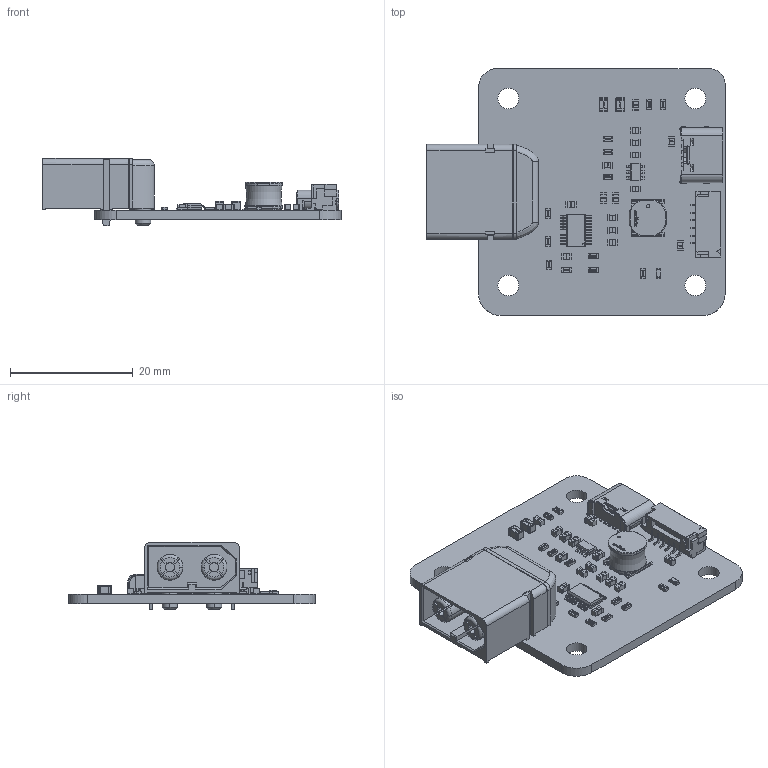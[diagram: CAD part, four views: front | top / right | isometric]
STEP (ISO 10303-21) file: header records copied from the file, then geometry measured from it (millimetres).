
FILE_DESCRIPTION(('Open CASCADE Model'),'2;1');
FILE_NAME('Open CASCADE Shape Model','2024-06-25T11:33:48',('Author'),( 'Open CASCADE'),'Open CASCADE STEP processor 7.5','Open CASCADE 7.5' ,'Unknown');
FILE_SCHEMA(('AUTOMOTIVE_DESIGN { 1 0 10303 214 1 1 1 1 }'));
Length unit declared in the file: millimetre
Products named in the file (67): PCB; Board; Open CASCADE STEP translator 7.5 1.1.1; R12; 0603; R10; R11; R6; C1; c0603c101j1gactu; Open CASCADE STEP translator 7.5 1.6.1.1; Open CASCADE STEP translator 7.5 1.6.1.2; Open CASCADE STEP translator 7.5 1.6.1.3; Open CASCADE STEP translator 7.5 1.6.1.4; R8; J3; USB4125-GF-A; R2; J2; SM06B-GHS-TB(LF)(SN)--3DModel-STEP-56544; C9; U1; VSSOP19-DGX_TEX; D1; ALSRobot-LED0603(G); R7; R4; R3; J1; XT60PW-M--3DModel-STEP-1; C3; C4; CAP0805; Open CASCADE STEP translator 7.5 1.19.1.1; Open CASCADE STEP translator 7.5 1.19.1.2; Open CASCADE STEP translator 7.5 1.19.1.3; Open CASCADE STEP translator 7.5 1.19.1.4; Open CASCADE STEP translator 7.5 1.19.1.5; Open CASCADE STEP translator 7.5 1.19.1.6; U2 ...
Assembly tree (94 placements, depth 5):
  PCB
    Board
      Open CASCADE STEP translator 7.5 1.1.1
    R12
      0603
    R10
      0603
    R11
      0603
    R6
      0603
    C1
      c0603c101j1gactu
        Open CASCADE STEP translator 7.5 1.6.1.1
        Open CASCADE STEP translator 7.5 1.6.1.2
        Open CASCADE STEP translator 7.5 1.6.1.3
        Open CASCADE STEP translator 7.5 1.6.1.4
    R8
      0603
    J3
      USB4125-GF-A
    R2
      0603
    J2
      SM06B-GHS-TB(LF)(SN)--3DModel-STEP-56544
    C9
      c0603c101j1gactu
        Open CASCADE STEP translator 7.5 1.6.1.1
        Open CASCADE STEP translator 7.5 1.6.1.2
        Open CASCADE STEP translator 7.5 1.6.1.3
        Open CASCADE STEP translator 7.5 1.6.1.4
    U1
      VSSOP19-DGX_TEX
    D1
      ALSRobot-LED0603(G)
    R7
      0603
    R4
      0603
    R3
      0603
    J1
      XT60PW-M--3DModel-STEP-1
    C3
      c0603c101j1gactu
        Open CASCADE STEP translator 7.5 1.6.1.1
        Open CASCADE STEP translator 7.5 1.6.1.2
        Open CASCADE STEP translator 7.5 1.6.1.3
        Open CASCADE STEP translator 7.5 1.6.1.4
    C4
      CAP0805
        Open CASCADE STEP translator 7.5 1.19.1.1
        Open CASCADE STEP translator 7.5 1.19.1.2
        Open CASCADE STEP translator 7.5 1.19.1.3
        Open CASCADE STEP translator 7.5 1.19.1.4
        Open CASCADE STEP translator 7.5 1.19.1.5
        Open CASCADE STEP translator 7.5 1.19.1.6
    U2
      TPS565201DDCR
    R9
Bounding box: 48.68 x 40.25 x 10.95 mm (x, y, z)
Volume: 4497.8 mm3; surface area: 7212.5 mm2
Topology: 197 solids, 199 shells, 5395 faces, 13589 edges, 8384 vertices
Faces by surface type: plane 3263, cylinder 1163, bspline 612, sphere 292, torus 43, cone 22
Full cylindrical faces by diameter (mm): 0.155 x1, 0.2 x6, 0.499 x1, 2.7 x2, 3.4 x4
Entity records: 82170 total; most frequent: CARTESIAN_POINT 17853, ORIENTED_EDGE 11884, DIRECTION 11418, EDGE_CURVE 5942, LINE 4484, VECTOR 4484, VERTEX_POINT 3814, AXIS2_PLACEMENT_3D 3467
